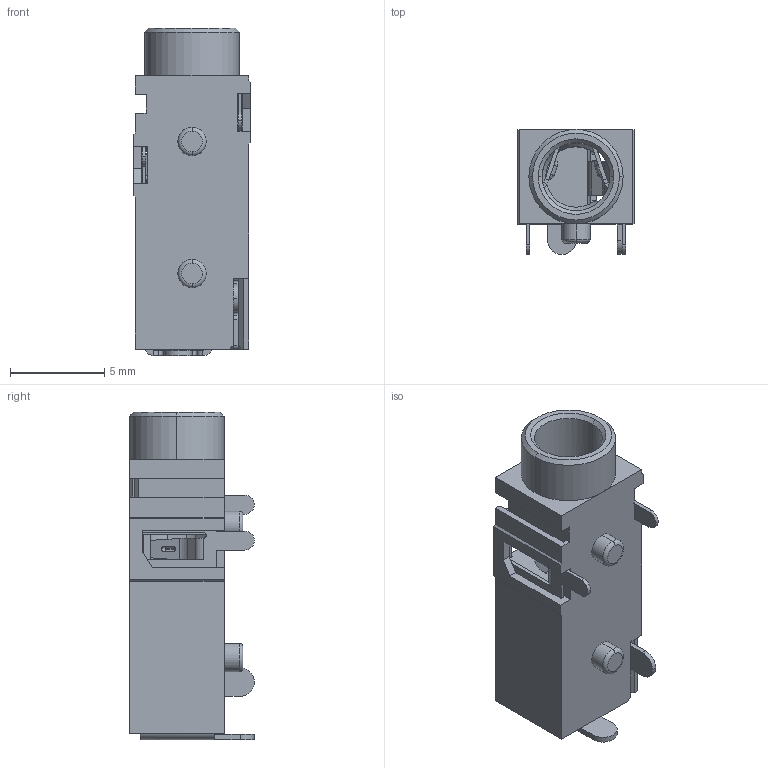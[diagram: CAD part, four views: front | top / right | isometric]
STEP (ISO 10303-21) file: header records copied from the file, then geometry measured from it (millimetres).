
FILE_DESCRIPTION (( 'STEP AP214' ), '1' );
FILE_NAME ('Same_Sky_SJ3-35083B-TR.step', '2024-10-01T21:04:52', ( '' ), ( '' ), 'SwSTEP 2.0', 'SolidWorks 2024', '' );
FILE_SCHEMA (( 'AUTOMOTIVE_DESIGN' ));
Length unit declared in the file: inch
Products named in the file (1): Same_Sky_SJ3-35083B-TR
Bounding box: 6.2 x 6.6 x 17.35 mm (x, y, z)
Volume: 275.6 mm3; surface area: 971.7 mm2
Topology: 5 solids, 5 shells, 499 faces, 1427 edges, 923 vertices
Faces by surface type: plane 327, cylinder 132, bspline 18, cone 11, sphere 7, torus 4
Entity records: 16724 total; most frequent: CARTESIAN_POINT 3592, ORIENTED_EDGE 2832, DIRECTION 2620, EDGE_CURVE 1416, VECTOR 1054, LINE 1054, VERTEX_POINT 918, AXIS2_PLACEMENT_3D 783
